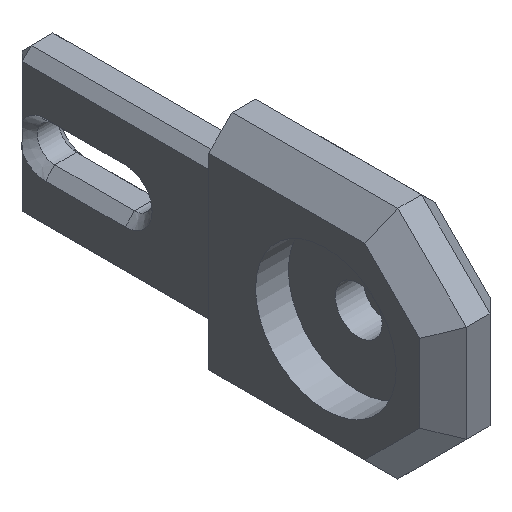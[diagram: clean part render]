
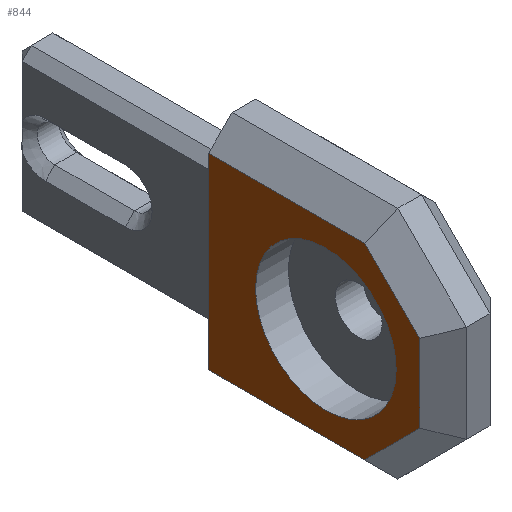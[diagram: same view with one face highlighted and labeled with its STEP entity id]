
A CAD part, isometric view. The second image highlights one B-rep face of the part: STEP entity #844.
In plain terms, the highlighted planar face has unit normal (-1, 0, 0).
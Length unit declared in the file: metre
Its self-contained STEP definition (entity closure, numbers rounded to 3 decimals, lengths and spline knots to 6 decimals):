
#34=LINE('',#1251,#132);
#59=LINE('',#1302,#157);
#60=LINE('',#1304,#158);
#61=LINE('',#1306,#159);
#62=LINE('',#1308,#160);
#63=LINE('',#1310,#161);
#132=VECTOR('',#996,1.);
#157=VECTOR('',#1037,1.);
#158=VECTOR('',#1038,1.);
#159=VECTOR('',#1039,1.);
#160=VECTOR('',#1040,1.);
#161=VECTOR('',#1041,1.);
#264=ORIENTED_EDGE('',*,*,#493,.T.);
#265=ORIENTED_EDGE('',*,*,#468,.F.);
#266=ORIENTED_EDGE('',*,*,#494,.T.);
#267=ORIENTED_EDGE('',*,*,#495,.T.);
#268=ORIENTED_EDGE('',*,*,#496,.T.);
#269=ORIENTED_EDGE('',*,*,#497,.T.);
#270=ORIENTED_EDGE('',*,*,#498,.T.);
#468=EDGE_CURVE('',#586,#587,#34,.T.);
#493=EDGE_CURVE('',#604,#604,#648,.T.);
#494=EDGE_CURVE('',#586,#605,#59,.T.);
#495=EDGE_CURVE('',#605,#606,#60,.T.);
#496=EDGE_CURVE('',#606,#607,#61,.T.);
#497=EDGE_CURVE('',#607,#608,#62,.T.);
#498=EDGE_CURVE('',#608,#587,#63,.T.);
#586=VERTEX_POINT('',#1250);
#587=VERTEX_POINT('',#1252);
#604=VERTEX_POINT('',#1301);
#605=VERTEX_POINT('',#1303);
#606=VERTEX_POINT('',#1305);
#607=VERTEX_POINT('',#1307);
#608=VERTEX_POINT('',#1309);
#648=CIRCLE('',#915,0.015);
#674=EDGE_LOOP('',(#264));
#675=EDGE_LOOP('',(#265,#266,#267,#268,#269,#270));
#738=FACE_BOUND('',#674,.T.);
#739=FACE_BOUND('',#675,.T.);
#799=PLANE('',#914);
#844=ADVANCED_FACE('',(#738,#739),#799,.F.);
#914=AXIS2_PLACEMENT_3D('',#1299,#1033,#1034);
#915=AXIS2_PLACEMENT_3D('',#1300,#1035,#1036);
#996=DIRECTION('',(0.,0.,1.));
#1033=DIRECTION('',(1.,0.,0.));
#1034=DIRECTION('',(0.,1.,0.));
#1035=DIRECTION('',(1.,0.,0.));
#1036=DIRECTION('',(0.,0.,-1.));
#1037=DIRECTION('',(0.,-1.,0.));
#1038=DIRECTION('',(0.,-0.707,0.707));
#1039=DIRECTION('',(0.,0.,1.));
#1040=DIRECTION('',(0.,0.707,0.707));
#1041=DIRECTION('',(0.,1.,0.));
#1250=CARTESIAN_POINT('',(0.,0.,-0.02));
#1251=CARTESIAN_POINT('',(0.,0.,-0.017678));
#1252=CARTESIAN_POINT('',(0.,0.,0.02));
#1299=CARTESIAN_POINT('',(0.,-0.025,0.));
#1300=CARTESIAN_POINT('',(0.,-0.025,0.));
#1301=CARTESIAN_POINT('',(0.,-0.025,-0.015));
#1302=CARTESIAN_POINT('',(0.,-0.025,-0.02));
#1303=CARTESIAN_POINT('',(0.,-0.033284,-0.02));
#1304=CARTESIAN_POINT('',(0.,-0.039142,-0.014142));
#1305=CARTESIAN_POINT('',(0.,-0.045,-0.008284));
#1306=CARTESIAN_POINT('',(0.,-0.045,0.));
#1307=CARTESIAN_POINT('',(0.,-0.045,0.008284));
#1308=CARTESIAN_POINT('',(0.,-0.039142,0.014142));
#1309=CARTESIAN_POINT('',(0.,-0.033284,0.02));
#1310=CARTESIAN_POINT('',(0.,-0.025,0.02));
